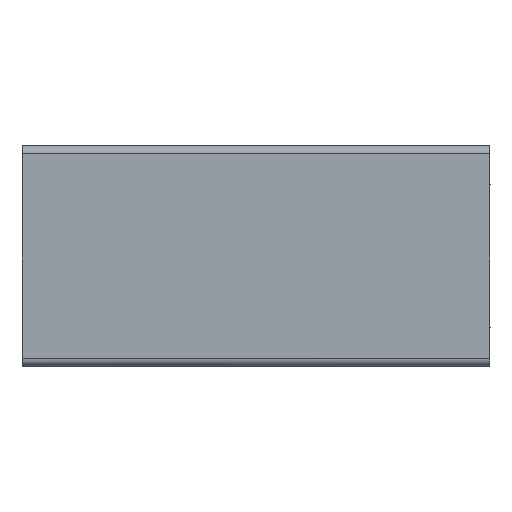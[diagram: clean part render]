
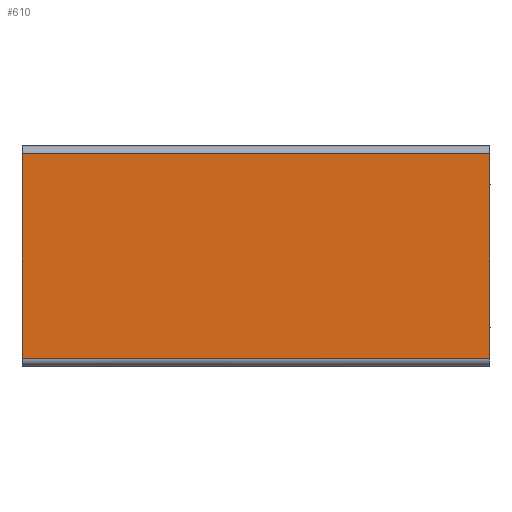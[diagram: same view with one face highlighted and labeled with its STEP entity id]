
A CAD part, top view. The second image highlights one B-rep face of the part: STEP entity #610.
In plain terms, the highlighted planar face has unit normal (0, 0, 1).
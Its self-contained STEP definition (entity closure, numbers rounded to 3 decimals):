
#602=AXIS2_PLACEMENT_3D('Plane Axis2P3D',#599,#600,#601) ;
#170=CARTESIAN_POINT('Vertex',(0.,0.2,18.2)) ;
#173=CARTESIAN_POINT('Line Origine',(0.,2.849,18.2)) ;
#177=CARTESIAN_POINT('Vertex',(0.,5.498,18.2)) ;
#258=CARTESIAN_POINT('Line Origine',(12.1,2.849,18.2)) ;
#262=CARTESIAN_POINT('Vertex',(12.1,5.498,18.2)) ;
#264=CARTESIAN_POINT('Vertex',(12.1,0.2,18.2)) ;
#532=CARTESIAN_POINT('Line Origine',(0.,0.2,18.2)) ;
#555=CARTESIAN_POINT('Line Origine',(-2.324,5.498,18.2)) ;
#599=CARTESIAN_POINT('Axis2P3D Location',(0.,3.896,18.2)) ;
#174=DIRECTION('Vector Direction',(0.,-1.,0.)) ;
#259=DIRECTION('Vector Direction',(0.,-1.,0.)) ;
#533=DIRECTION('Vector Direction',(-1.,0.,0.)) ;
#556=DIRECTION('Vector Direction',(-1.,0.,0.)) ;
#600=DIRECTION('Axis2P3D Direction',(0.,0.,-1.)) ;
#601=DIRECTION('Axis2P3D XDirection',(0.,1.,0.)) ;
#175=VECTOR('Line Direction',#174,1.) ;
#260=VECTOR('Line Direction',#259,1.) ;
#534=VECTOR('Line Direction',#533,1.) ;
#557=VECTOR('Line Direction',#556,1.) ;
#605=ORIENTED_EDGE('',*,*,#179,.T.) ;
#606=ORIENTED_EDGE('',*,*,#536,.T.) ;
#607=ORIENTED_EDGE('',*,*,#266,.F.) ;
#608=ORIENTED_EDGE('',*,*,#559,.T.) ;
#610=ADVANCED_FACE('QV_KUNSTSTOFF',(#609),#603,.F.) ;
#179=EDGE_CURVE('',#178,#171,#176,.T.) ;
#266=EDGE_CURVE('',#263,#265,#261,.T.) ;
#536=EDGE_CURVE('',#171,#265,#535,.F.) ;
#559=EDGE_CURVE('',#263,#178,#558,.T.) ;
#604=EDGE_LOOP('',(#605,#606,#607,#608)) ;
#609=FACE_OUTER_BOUND('',#604,.T.) ;
#176=LINE('Line',#173,#175) ;
#261=LINE('Line',#258,#260) ;
#535=LINE('Line',#532,#534) ;
#558=LINE('Line',#555,#557) ;
#603=PLANE('',#602) ;
#171=VERTEX_POINT('',#170) ;
#178=VERTEX_POINT('',#177) ;
#263=VERTEX_POINT('',#262) ;
#265=VERTEX_POINT('',#264) ;
